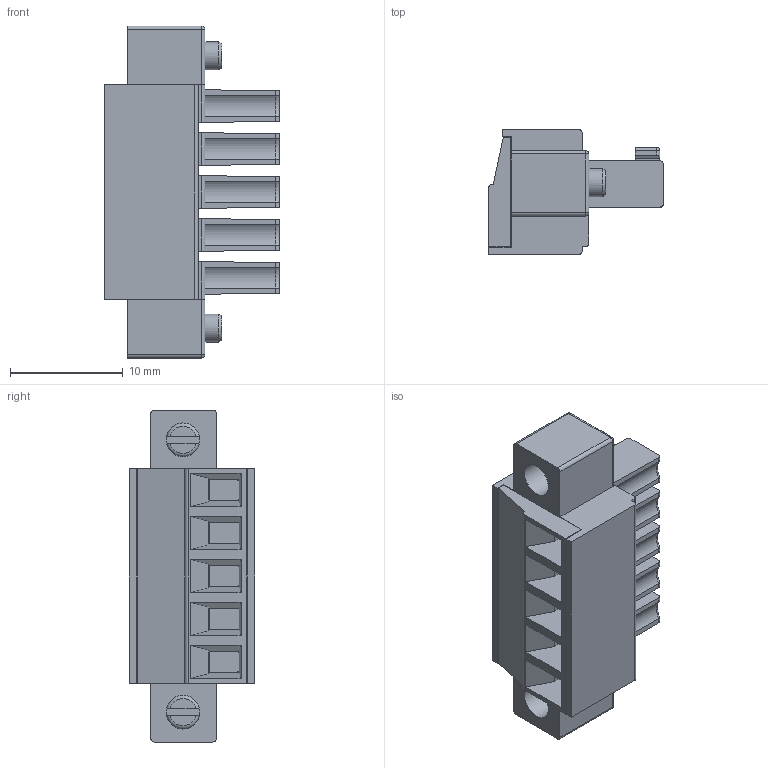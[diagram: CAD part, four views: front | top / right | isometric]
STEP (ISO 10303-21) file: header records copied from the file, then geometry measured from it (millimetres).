
FILE_DESCRIPTION(('STEP AP214'),'1');
FILE_NAME('SH03-7,62-K-S.stp','2018-11-19T11:54:47',(' '),(' '),'Spatial InterOp 3D',' ',' ');
FILE_SCHEMA(('AUTOMOTIVE_DESIGN { 1 0 10303 214 1 1 1 1 }'));
Length unit declared in the file: metre
Products named in the file (1): 1
Bounding box: 15.5 x 11.1 x 29.45 mm (x, y, z)
Volume: 2139.7 mm3; surface area: 2491.9 mm2
Topology: 1 solids, 1 shells, 408 faces, 1068 edges, 675 vertices
Faces by surface type: plane 263, cylinder 99, cone 17, torus 15, sphere 14
Full cylindrical faces by diameter (mm): 1.2 x5, 1.8 x2, 2.5 x2, 2.8 x5, 3 x7
Entity records: 15382 total; most frequent: CARTESIAN_POINT 2355, DIRECTION 1996, ORIENTED_EDGE 1984, EDGE_CURVE 992, LINE 718, VECTOR 718, VERTEX_POINT 651, AXIS2_PLACEMENT_3D 639
